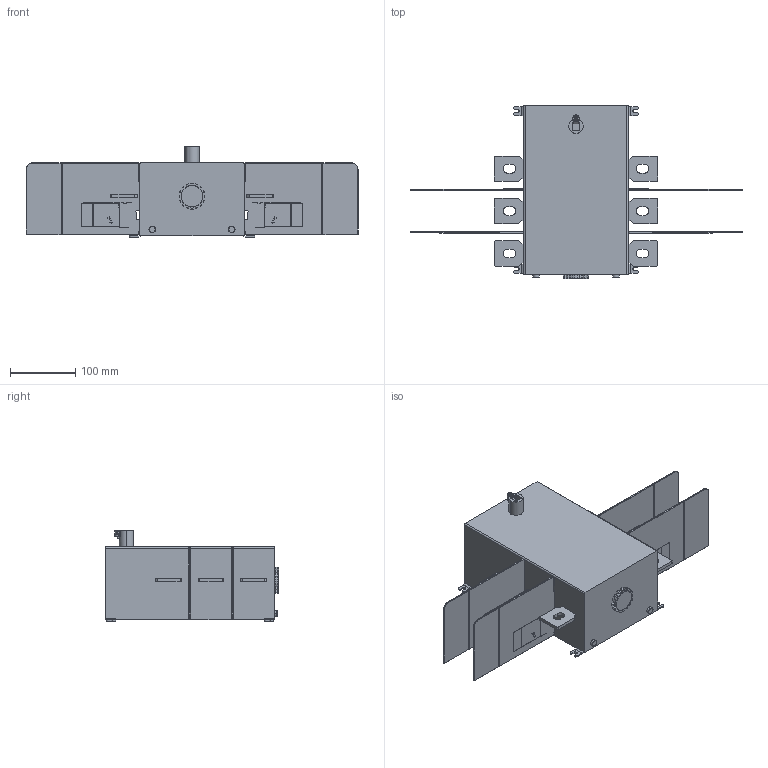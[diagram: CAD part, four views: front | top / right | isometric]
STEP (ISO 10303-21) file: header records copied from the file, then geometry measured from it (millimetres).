
FILE_DESCRIPTION((''),'2;1');
FILE_NAME('OT800E03-AL_SW0004','2024-06-13T09:48:44',('FIANLEH10'),(''),'CREO PARAMETRIC BY PTC INC, 2022364','CREO PARAMETRIC BY PTC INC, 2022364','');
FILE_SCHEMA(('AUTOMOTIVE_DESIGN { 1 0 10303 214 1 1 1 1 }'));
Products named in the file (1): OT800E03-AL_SW0004
Bounding box: 509 x 266.4 x 138.9 mm (x, y, z)
Volume: 4894425.3 mm3; surface area: 363284.3 mm2
Topology: 1 solids, 1 shells, 1304 faces, 3414 edges, 2162 vertices
Faces by surface type: plane 793, cylinder 335, bspline 76, torus 74, sphere 18, cone 8
Entity records: 58105 total; most frequent: CARTESIAN_POINT 11618, ORIENTED_EDGE 6792, DIRECTION 6266, EDGE_CURVE 3396, VECTOR 2547, LINE 2547, FILL_AREA_STYLE_COLOUR 2307, FILL_AREA_STYLE 2307
